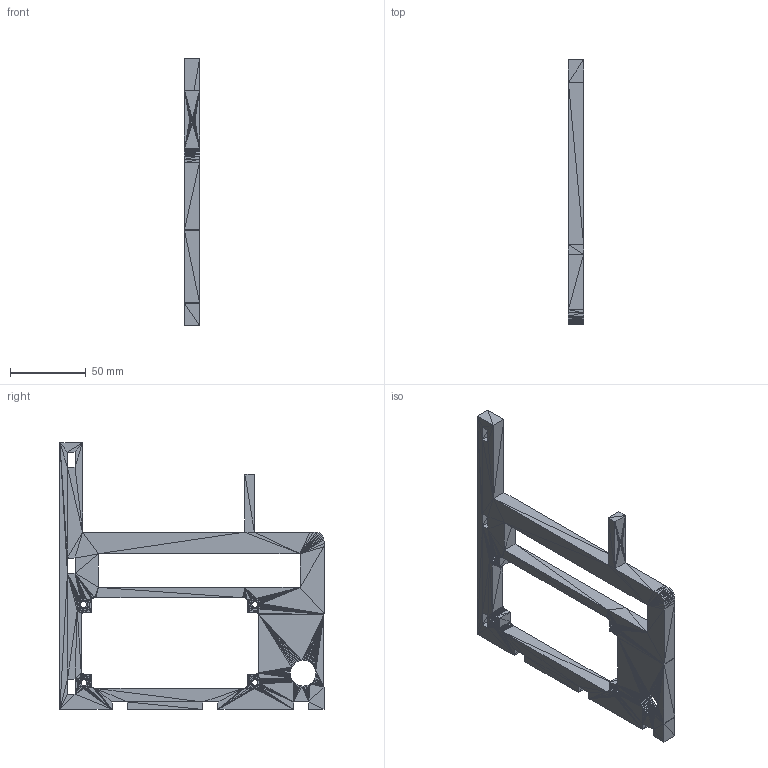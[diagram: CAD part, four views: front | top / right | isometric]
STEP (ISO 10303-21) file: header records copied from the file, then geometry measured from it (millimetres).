
FILE_DESCRIPTION(/* description */ (''),/* implementation_level */ '2;1');
FILE_NAME(/* name */ 'PSU v1.step',/* time_stamp */ '2023-03-13T16:46:21+10:00',/* author */ (''),/* organization */ (''),/* preprocessor_version */ 'ST-DEVELOPER v19.2',/* originating_system */ 'Autodesk Translation Framework v11.17.0.187',/* authorisation */ '');
FILE_SCHEMA (('AUTOMOTIVE_DESIGN { 1 0 10303 214 3 1 1 }'));
Length unit declared in the file: millimetre
Products named in the file (1): PSU
Bounding box: 10 x 174.7 x 176.5 mm (x, y, z)
Volume: 111930.3 mm3; surface area: 39521.2 mm2
Topology: 1 solids, 1 shells, 3018 faces, 4527 edges, 1491 vertices
Faces by surface type: plane 3018
Entity records: 58856 total; most frequent: DIRECTION 10565, ORIENTED_EDGE 9054, CARTESIAN_POINT 9037, LINE 4527, VECTOR 4527, EDGE_CURVE 4527, AXIS2_PLACEMENT_3D 3019, FACE_OUTER_BOUND 3018
